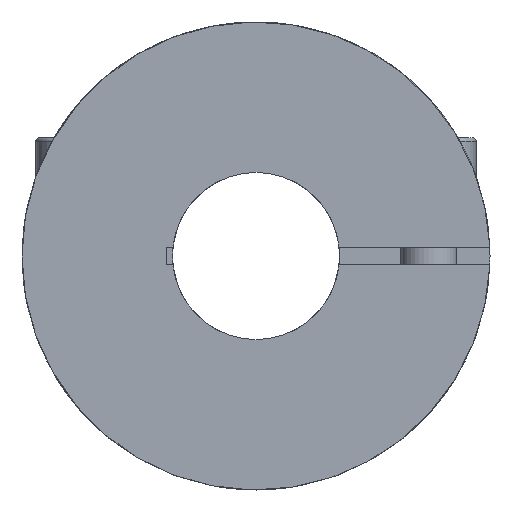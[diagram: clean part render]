
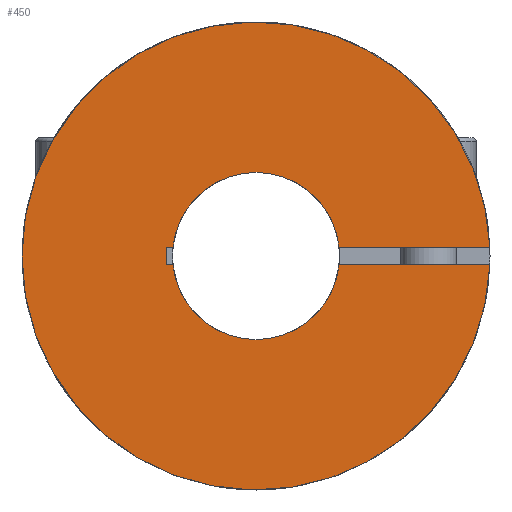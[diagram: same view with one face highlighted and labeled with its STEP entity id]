
A CAD part, left-side view. The second image highlights one B-rep face of the part: STEP entity #450.
In plain terms, the highlighted planar face has unit normal (-1, 0, 0).
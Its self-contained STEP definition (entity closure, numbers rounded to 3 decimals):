
#450=ADVANCED_FACE('NONE',(#900),#901,.F.);
#900=FACE_OUTER_BOUND('',#1373,.T.);
#901=PLANE('',#1374);
#1373=EDGE_LOOP('',(#2467,#2468,#2469,#2470,#2471,#2472,#2473,#2474,#2475,#2476,#2477));
#1374=AXIS2_PLACEMENT_3D('',#2478,#2479,#2480);
#2467=ORIENTED_EDGE('',*,*,#3253,.T.);
#2468=ORIENTED_EDGE('',*,*,#3251,.T.);
#2469=ORIENTED_EDGE('',*,*,#3260,.F.);
#2470=ORIENTED_EDGE('',*,*,#3268,.F.);
#2471=ORIENTED_EDGE('',*,*,#3265,.F.);
#2472=ORIENTED_EDGE('',*,*,#3247,.T.);
#2473=ORIENTED_EDGE('',*,*,#3239,.T.);
#2474=ORIENTED_EDGE('',*,*,#3269,.F.);
#2475=ORIENTED_EDGE('',*,*,#3270,.T.);
#2476=ORIENTED_EDGE('',*,*,#3271,.T.);
#2477=ORIENTED_EDGE('',*,*,#3272,.F.);
#2478=CARTESIAN_POINT('',(0.0,0.0,4.0));
#2479=DIRECTION('',(1.0,0.0,0.0));
#2480=DIRECTION('',(0.0,-0.0,-1.0));
#3239=EDGE_CURVE('',#3943,#3948,#3950,.T.);
#3247=EDGE_CURVE('',#3964,#3943,#3965,.T.);
#3251=EDGE_CURVE('',#3953,#3970,#3972,.T.);
#3253=EDGE_CURVE('',#3974,#3953,#3975,.T.);
#3260=EDGE_CURVE('NONE',#3983,#3970,#3985,.T.);
#3265=EDGE_CURVE('NONE',#3964,#3991,#3992,.T.);
#3268=EDGE_CURVE('NONE',#3991,#3983,#3995,.T.);
#3269=EDGE_CURVE('NONE',#3996,#3948,#3997,.T.);
#3270=EDGE_CURVE('NONE',#3996,#3998,#3999,.T.);
#3271=EDGE_CURVE('NONE',#3998,#4000,#4001,.T.);
#3272=EDGE_CURVE('NONE',#3974,#4000,#4002,.T.);
#3943=VERTEX_POINT('',#5024);
#3948=VERTEX_POINT('',#5030);
#3950=CIRCLE('',#5033,7.5);
#3953=VERTEX_POINT('',#5036);
#3964=VERTEX_POINT('',#5050);
#3965=CIRCLE('',#5051,7.5);
#3970=VERTEX_POINT('',#5057);
#3972=CIRCLE('',#5060,7.5);
#3974=VERTEX_POINT('',#5062);
#3975=CIRCLE('',#5063,7.5);
#3983=VERTEX_POINT('NONE',#5073);
#3985=LINE('',#5076,#5077);
#3991=VERTEX_POINT('NONE',#5085);
#3992=LINE('',#5086,#5087);
#3995=LINE('',#5091,#5092);
#3996=VERTEX_POINT('NONE',#5093);
#3997=LINE('',#5094,#5095);
#3998=VERTEX_POINT('NONE',#5096);
#3999=CIRCLE('',#5097,21.0);
#4000=VERTEX_POINT('NONE',#5098);
#4001=CIRCLE('',#5099,21.0);
#4002=LINE('',#5100,#5101);
#5024=CARTESIAN_POINT('',(0.0,0.,7.5));
#5030=CARTESIAN_POINT('',(0.0,-7.457,0.8));
#5033=AXIS2_PLACEMENT_3D('',#5968,#5969,#5970);
#5036=CARTESIAN_POINT('',(0.0,0.,-7.5));
#5050=CARTESIAN_POINT('',(0.0,7.457,0.8));
#5051=AXIS2_PLACEMENT_3D('',#5983,#5984,#5985);
#5057=CARTESIAN_POINT('',(0.0,7.457,-0.8));
#5060=AXIS2_PLACEMENT_3D('',#5991,#5992,#5993);
#5062=CARTESIAN_POINT('',(0.0,-7.457,-0.8));
#5063=AXIS2_PLACEMENT_3D('',#5994,#5995,#5996);
#5073=CARTESIAN_POINT('',(0.0,8.0,-0.8));
#5076=CARTESIAN_POINT('',(0.0,8.0,-0.8));
#5077=VECTOR('',#6006,1000.0);
#5085=CARTESIAN_POINT('',(0.0,8.0,0.8));
#5086=CARTESIAN_POINT('',(0.0,8.0,0.8));
#5087=VECTOR('',#6009,1000.0);
#5091=CARTESIAN_POINT('',(0.0,8.0,0.8));
#5092=VECTOR('',#6011,1000.0);
#5093=CARTESIAN_POINT('',(0.0,-20.985,0.8));
#5094=CARTESIAN_POINT('',(0.0,8.0,0.8));
#5095=VECTOR('',#6012,1000.0);
#5096=CARTESIAN_POINT('',(0.0,21.0,0.));
#5097=AXIS2_PLACEMENT_3D('',#6013,#6014,#6015);
#5098=CARTESIAN_POINT('',(0.0,-20.985,-0.8));
#5099=AXIS2_PLACEMENT_3D('',#6016,#6017,#6018);
#5100=CARTESIAN_POINT('',(0.0,8.0,-0.8));
#5101=VECTOR('',#6019,1000.0);
#5968=CARTESIAN_POINT('',(0.0,0.0,0.0));
#5969=DIRECTION('',(1.0,0.0,0.0));
#5970=DIRECTION('',(0.0,0.0,-1.0));
#5983=CARTESIAN_POINT('',(0.0,0.0,0.0));
#5984=DIRECTION('',(1.0,0.0,0.0));
#5985=DIRECTION('',(0.0,0.0,-1.0));
#5991=CARTESIAN_POINT('',(0.0,0.0,0.0));
#5992=DIRECTION('',(1.0,0.0,0.0));
#5993=DIRECTION('',(0.0,0.0,-1.0));
#5994=CARTESIAN_POINT('',(0.0,0.0,0.0));
#5995=DIRECTION('',(1.0,0.0,0.0));
#5996=DIRECTION('',(0.0,0.0,-1.0));
#6006=DIRECTION('',(0.0,-1.0,0.0));
#6009=DIRECTION('',(0.0,1.0,-0.0));
#6011=DIRECTION('',(0.0,0.0,-1.0));
#6012=DIRECTION('',(0.0,1.0,-0.0));
#6013=CARTESIAN_POINT('',(0.0,0.0,0.0));
#6014=DIRECTION('',(-1.0,0.0,0.0));
#6015=DIRECTION('',(0.0,-1.0,0.0));
#6016=CARTESIAN_POINT('',(0.0,0.0,0.0));
#6017=DIRECTION('',(-1.0,0.0,0.0));
#6018=DIRECTION('',(0.0,-1.0,0.0));
#6019=DIRECTION('',(0.0,-1.0,0.0));
